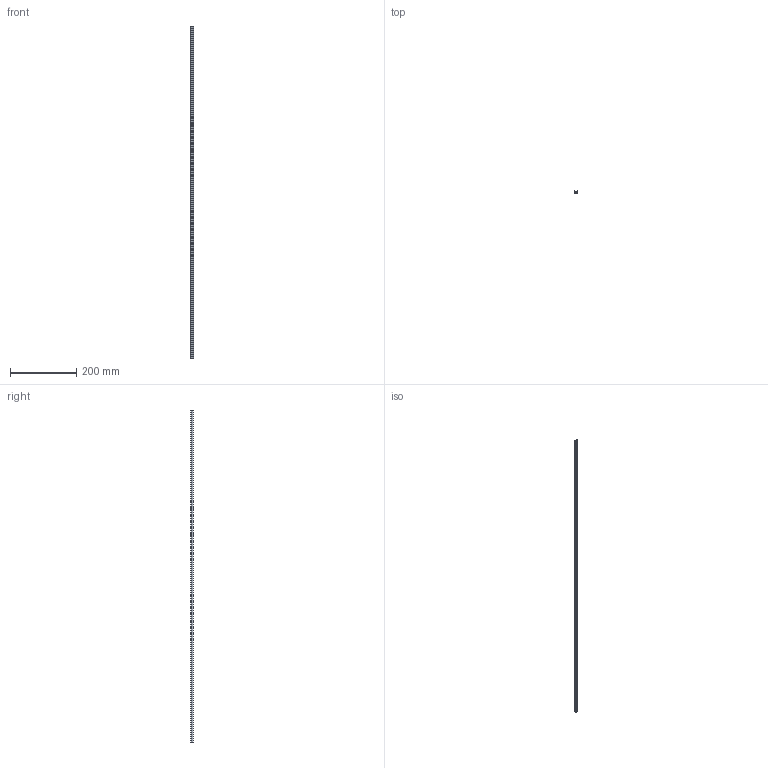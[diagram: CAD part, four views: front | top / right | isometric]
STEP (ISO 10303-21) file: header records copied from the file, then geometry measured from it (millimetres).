
FILE_DESCRIPTION (( 'STEP AP214' ), '1' );
FILE_NAME ('Z00 Óïëîòíèòåëü ïàçîâûé, ïàç 8.STEP', '2019-09-20T11:02:56', ( 'Ïîëüçîâàòåëü Windows' ), ( '' ), 'SwSTEP 2.0', 'SolidWorks 2019', '' );
FILE_SCHEMA (( 'AUTOMOTIVE_DESIGN' ));
Length unit declared in the file: millimetre
Products named in the file (1): Z00 Óïëîòíèòåëü ïàçîâûé, ïàç 8
Bounding box: 10.5 x 7.2 x 1000 mm (x, y, z)
Volume: 21698.1 mm3; surface area: 52392.7 mm2
Topology: 1 solids, 1 shells, 45 faces, 129 edges, 86 vertices
Faces by surface type: plane 24, cylinder 21
Entity records: 1519 total; most frequent: DIRECTION 263, CARTESIAN_POINT 261, ORIENTED_EDGE 258, EDGE_CURVE 129, AXIS2_PLACEMENT_3D 88, LINE 87, VECTOR 87, VERTEX_POINT 86
